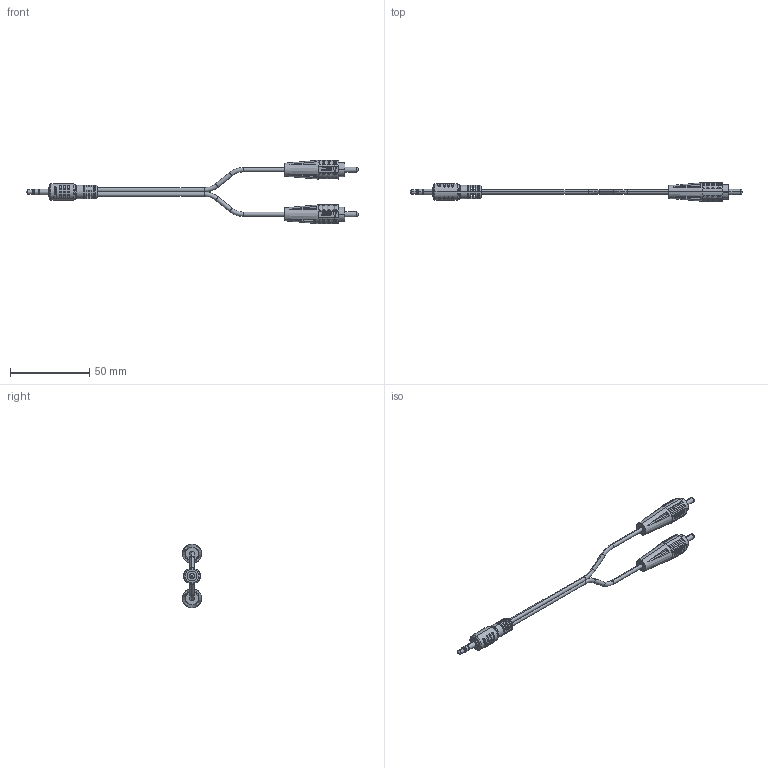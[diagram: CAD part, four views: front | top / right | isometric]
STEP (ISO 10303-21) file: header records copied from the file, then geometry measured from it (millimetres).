
FILE_DESCRIPTION (( 'STEP AP203' ), '1' );
FILE_NAME ('CTL35RCAMY.STEP', '2010-09-08T15:27:10', ( 'x' ), ( 'Microsoft' ), 'SwSTEP 2.0', 'SolidWorks 2010', '' );
FILE_SCHEMA (( 'CONFIG_CONTROL_DESIGN' ));
Length unit declared in the file: inch
Products named in the file (9): MTN-236; MTN-238; MTN-188; CTL35RCAMY; CTL35Y CABLE_WITH LC CLIP; THINLINE BOOT_ENGRAVE WITH FLARE; 1AB07-003; 3AB13-015; 1AA12-011
Assembly tree (9 placements, depth 3):
  CTL35RCAMY
    3AB13-015
      MTN-188
      MTN-238
      1AA12-011
    CTL35Y CABLE_WITH LC CLIP
    MTN-236  x2
      1AB07-003
      THINLINE BOOT_ENGRAVE WITH FLARE
Bounding box: 209.49 x 12.45 x 40.08 mm (x, y, z)
Volume: 11427.7 mm3; surface area: 9202.7 mm2
Topology: 12 solids, 12 shells, 2872 faces, 8068 edges, 5350 vertices
Faces by surface type: plane 2608, cylinder 118, torus 100, bspline 30, cone 16
Entity records: 65417 total; most frequent: CARTESIAN_POINT 18906, ORIENTED_EDGE 10802, DIRECTION 8117, EDGE_CURVE 5401, VERTEX_POINT 3576, VECTOR 3403, LINE 3403, AXIS2_PLACEMENT_3D 2357
